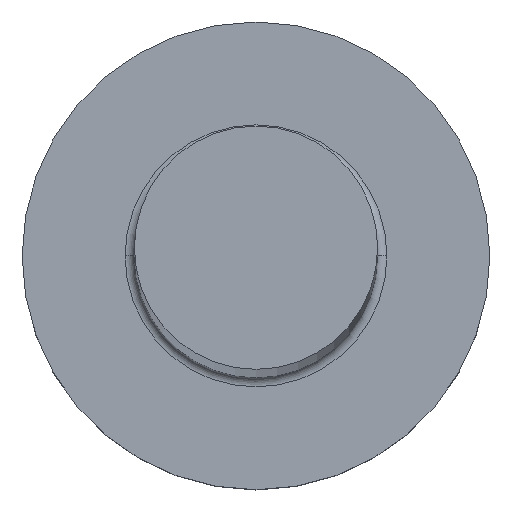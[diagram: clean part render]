
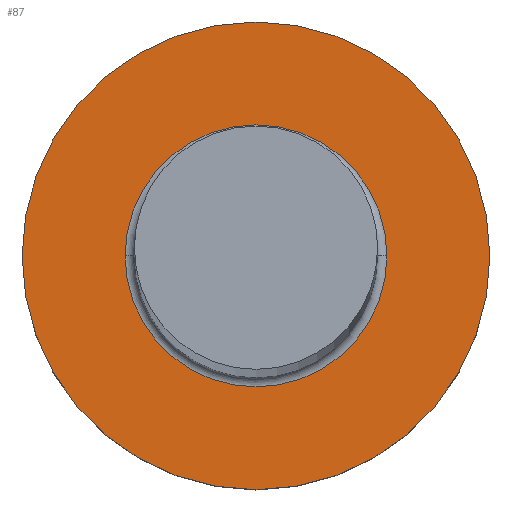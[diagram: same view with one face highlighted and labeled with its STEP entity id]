
A CAD part, top view. The second image highlights one B-rep face of the part: STEP entity #87.
In plain terms, the highlighted planar face has unit normal (0, 0, 1).
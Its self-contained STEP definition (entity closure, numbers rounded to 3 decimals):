
#12 = CARTESIAN_POINT ( 'NONE',  ( 0., 0., 3. ) ) ;
#22 = CIRCLE ( 'NONE', #61, 5. ) ;
#28 = EDGE_CURVE ( 'NONE', #249, #264, #154, .T. ) ;
#32 = CIRCLE ( 'NONE', #58, 2.8 ) ;
#37 = VERTEX_POINT ( 'NONE', #246 ) ;
#41 = EDGE_CURVE ( 'NONE', #147, #37, #22, .T. ) ;
#42 = CIRCLE ( 'NONE', #182, 5. ) ;
#58 = AXIS2_PLACEMENT_3D ( 'NONE', #255, #88, #185 ) ;
#60 = CARTESIAN_POINT ( 'NONE',  ( 0., 0., 3. ) ) ;
#61 = AXIS2_PLACEMENT_3D ( 'NONE', #12, #150, #250 ) ;
#77 = ORIENTED_EDGE ( 'NONE', *, *, #28, .T. ) ;
#84 = DIRECTION ( 'NONE',  ( 0., 0., -1. ) ) ;
#87 = ADVANCED_FACE ( 'NONE', ( #127, #224 ), #107, .T. ) ;
#88 = DIRECTION ( 'NONE',  ( 0., 0., -1. ) ) ;
#89 = CARTESIAN_POINT ( 'NONE',  ( -5., 0., 3. ) ) ;
#107 = PLANE ( 'NONE',  #231 ) ;
#119 = ORIENTED_EDGE ( 'NONE', *, *, #225, .T. ) ;
#123 = DIRECTION ( 'NONE',  ( 1., 0., 0. ) ) ;
#127 = FACE_BOUND ( 'NONE', #195, .T. ) ;
#135 = DIRECTION ( 'NONE',  ( 1., 0., 0. ) ) ;
#136 = AXIS2_PLACEMENT_3D ( 'NONE', #60, #84, #123 ) ;
#147 = VERTEX_POINT ( 'NONE', #89 ) ;
#150 = DIRECTION ( 'NONE',  ( 0., 0., 1. ) ) ;
#154 = CIRCLE ( 'NONE', #136, 2.8 ) ;
#161 = DIRECTION ( 'NONE',  ( 0., 0., 1. ) ) ;
#182 = AXIS2_PLACEMENT_3D ( 'NONE', #281, #161, #135 ) ;
#185 = DIRECTION ( 'NONE',  ( 1., 0., 0. ) ) ;
#195 = EDGE_LOOP ( 'NONE', ( #119, #77 ) ) ;
#197 = EDGE_LOOP ( 'NONE', ( #296, #243 ) ) ;
#203 = CARTESIAN_POINT ( 'NONE',  ( 0., 0., 3. ) ) ;
#220 = DIRECTION ( 'NONE',  ( 0., 0., 1. ) ) ;
#224 = FACE_OUTER_BOUND ( 'NONE', #197, .T. ) ;
#225 = EDGE_CURVE ( 'NONE', #264, #249, #32, .T. ) ;
#231 = AXIS2_PLACEMENT_3D ( 'NONE', #203, #220, #252 ) ;
#243 = ORIENTED_EDGE ( 'NONE', *, *, #297, .T. ) ;
#246 = CARTESIAN_POINT ( 'NONE',  ( 5., 0., 3. ) ) ;
#249 = VERTEX_POINT ( 'NONE', #303 ) ;
#250 = DIRECTION ( 'NONE',  ( 1., 0., 0. ) ) ;
#252 = DIRECTION ( 'NONE',  ( 1., 0., 0. ) ) ;
#254 = CARTESIAN_POINT ( 'NONE',  ( 2.8, 0., 3. ) ) ;
#255 = CARTESIAN_POINT ( 'NONE',  ( 0., 0., 3. ) ) ;
#264 = VERTEX_POINT ( 'NONE', #254 ) ;
#281 = CARTESIAN_POINT ( 'NONE',  ( 0., 0., 3. ) ) ;
#296 = ORIENTED_EDGE ( 'NONE', *, *, #41, .T. ) ;
#297 = EDGE_CURVE ( 'NONE', #37, #147, #42, .T. ) ;
#303 = CARTESIAN_POINT ( 'NONE',  ( -2.8, 0., 3. ) ) ;
